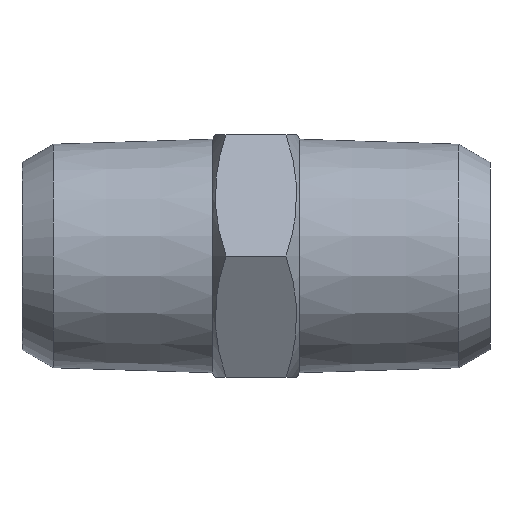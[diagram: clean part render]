
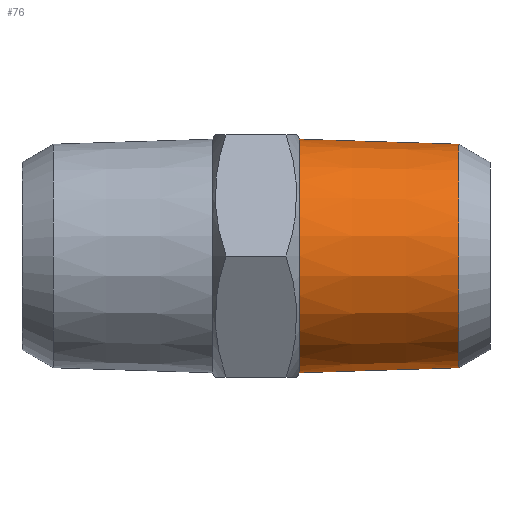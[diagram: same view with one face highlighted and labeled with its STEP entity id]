
A CAD part, left-side view. The second image highlights one B-rep face of the part: STEP entity #76.
In plain terms, the highlighted conical face has half-angle 1.79 degrees and reference radius 6.735 mm.
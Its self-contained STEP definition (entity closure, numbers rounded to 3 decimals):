
#76 = ADVANCED_FACE( 'NONE', ( #96, #97 ), #98, .T. );
#96 = FACE_OUTER_BOUND( '', #144, .T. );
#97 = FACE_BOUND( '', #145, .T. );
#98 = CONICAL_SURFACE( '', #146, 6.735, 0.031 );
#144 = EDGE_LOOP( '', ( #197 ) );
#145 = EDGE_LOOP( '', ( #198 ) );
#146 = AXIS2_PLACEMENT_3D( '', #199, #200, #201 );
#197 = ORIENTED_EDGE( '', *, *, #314, .T. );
#198 = ORIENTED_EDGE( '', *, *, #315, .F. );
#199 = CARTESIAN_POINT( '', ( 0., -2.5, 0. ) );
#200 = DIRECTION( '', ( 0., 1., 0. ) );
#201 = DIRECTION( '', ( 0., 0., 1. ) );
#314 = EDGE_CURVE( 'NONE', #351, #351, #352, .T. );
#315 = EDGE_CURVE( 'NONE', #353, #353, #354, .T. );
#351 = VERTEX_POINT( '', #429 );
#352 = CIRCLE( '', #430, 6.735 );
#353 = VERTEX_POINT( '', #431 );
#354 = CIRCLE( '', #432, 6.447 );
#429 = CARTESIAN_POINT( '', ( 0., -2.5, -6.735 ) );
#430 = AXIS2_PLACEMENT_3D( '', #567, #568, #569 );
#431 = CARTESIAN_POINT( '', ( 0., -11.7, -6.447 ) );
#432 = AXIS2_PLACEMENT_3D( '', #570, #571, #572 );
#567 = CARTESIAN_POINT( '', ( 0., -2.5, 0. ) );
#568 = DIRECTION( '', ( 0., -1., 0. ) );
#569 = DIRECTION( '', ( 0., 0., -1. ) );
#570 = CARTESIAN_POINT( '', ( 0., -11.7, 0. ) );
#571 = DIRECTION( '', ( 0., -1., 0. ) );
#572 = DIRECTION( '', ( 0., 0., -1. ) );
